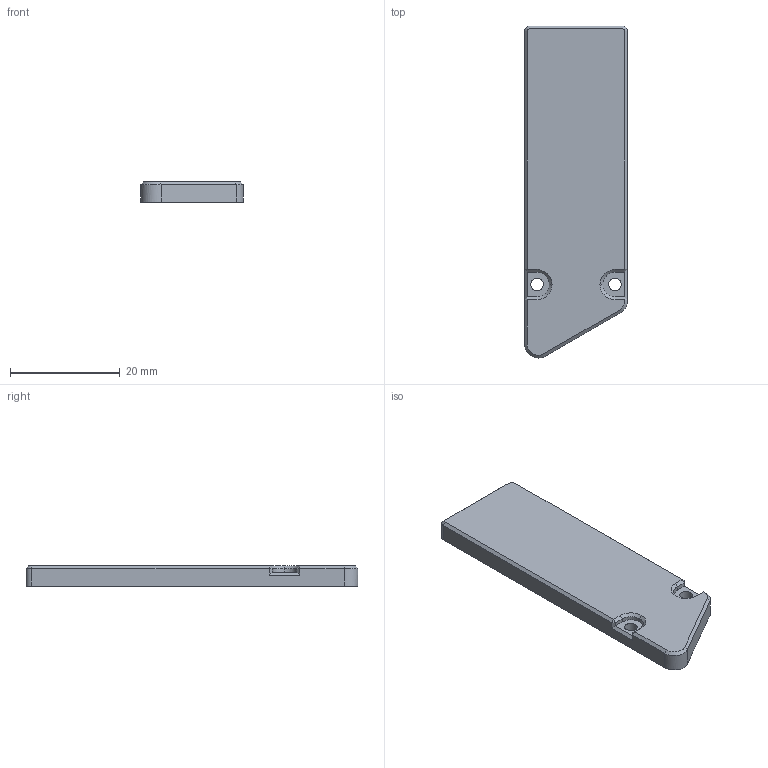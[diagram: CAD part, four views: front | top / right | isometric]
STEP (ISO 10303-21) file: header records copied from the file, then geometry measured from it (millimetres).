
FILE_DESCRIPTION(/* description */ (''),/* implementation_level */ '2;1');
FILE_NAME(/* name */ 'Kiwi 36 No Display Right',/* time_stamp */ '2024-11-02T16:51:08+13:00',/* author */ (''),/* organization */ (''),/* preprocessor_version */ 'ST-DEVELOPER v16.5',/* originating_system */ 'Rhino 7.37',/* authorisation */ '');
FILE_SCHEMA (('AUTOMOTIVE_DESIGN_CC2'));
Length unit declared in the file: millimetre
Products named in the file (1): Document
Bounding box: 18.74 x 60.58 x 3.71 mm (x, y, z)
Volume: 3857.7 mm3; surface area: 2666.8 mm2
Topology: 1 solids, 1 shells, 52 faces, 119 edges, 69 vertices
Faces by surface type: plane 34, cylinder 10, bspline 8
Full cylindrical faces by diameter (mm): 2.3 x2
Entity records: 1339 total; most frequent: CARTESIAN_POINT 503, ORIENTED_EDGE 238, EDGE_CURVE 119, B_SPLINE_CURVE_WITH_KNOTS 89, VERTEX_POINT 69, EDGE_LOOP 56, ADVANCED_FACE 52, FACE_OUTER_BOUND 52
